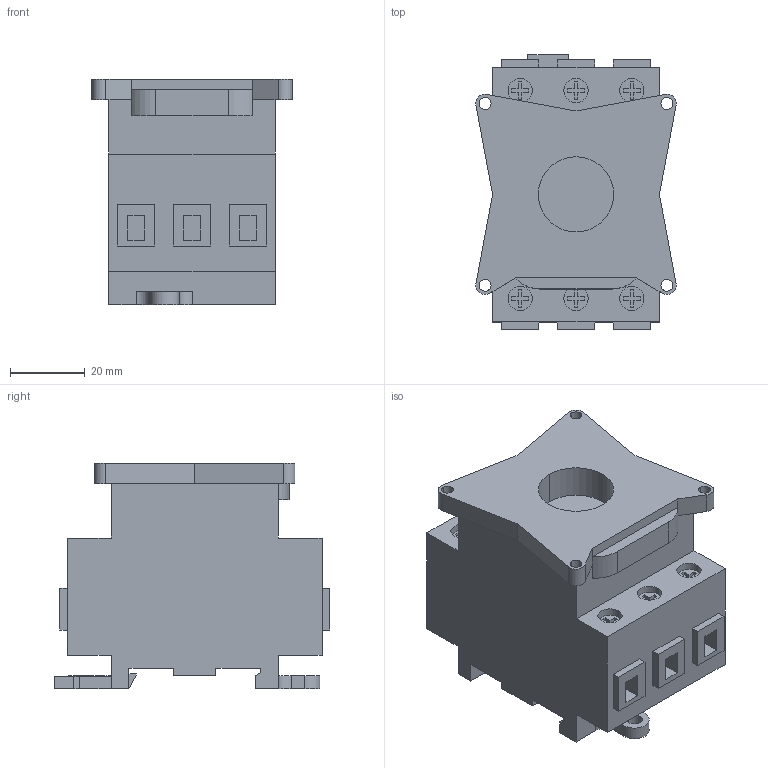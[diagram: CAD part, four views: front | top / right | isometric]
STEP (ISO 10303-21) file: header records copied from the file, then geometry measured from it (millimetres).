
FILE_DESCRIPTION((''),'2;1');
FILE_NAME('V0','2017-12-15T',('SESA468396'),('Schneider-Electric'),'PRO/ENGINEER BY PARAMETRIC TECHNOLOGY CORPORATION, 2015440','PRO/ENGINEER BY PARAMETRIC TECHNOLOGY CORPORATION, 2015440','');
FILE_SCHEMA(('CONFIG_CONTROL_DESIGN'));
Length unit declared in the file: millimetre
Products named in the file (1): V0
Bounding box: 53.8 x 73.85 x 60.6 mm (x, y, z)
Volume: 147009.9 mm3; surface area: 23846.3 mm2
Topology: 1 solids, 1 shells, 245 faces, 642 edges, 424 vertices
Faces by surface type: plane 207, cylinder 38
Entity records: 7498 total; most frequent: CARTESIAN_POINT 1311, ORIENTED_EDGE 1284, DIRECTION 1208, EDGE_CURVE 642, VECTOR 566, LINE 566, VERTEX_POINT 424, AXIS2_PLACEMENT_3D 321
